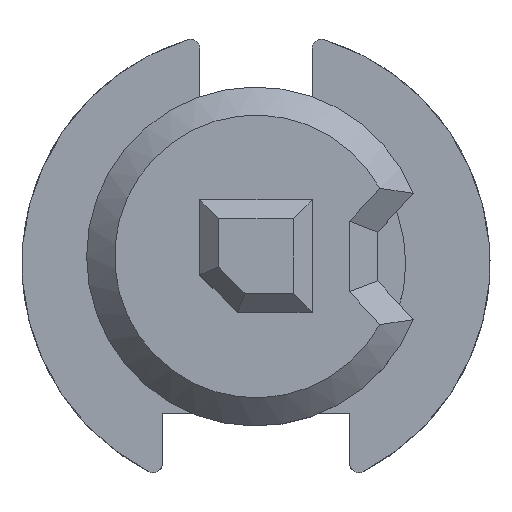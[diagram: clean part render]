
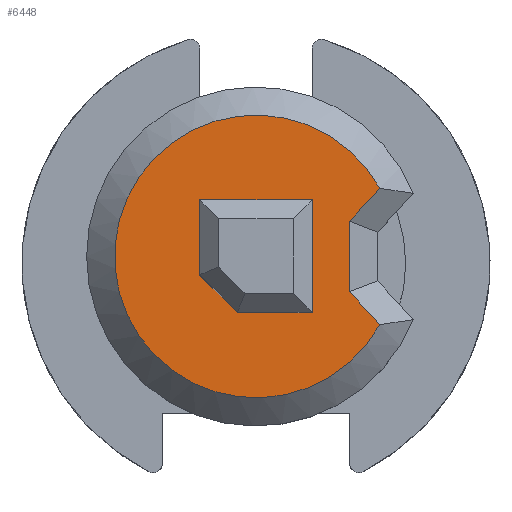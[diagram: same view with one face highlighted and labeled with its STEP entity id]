
A CAD part, top view. The second image highlights one B-rep face of the part: STEP entity #6448.
In plain terms, the highlighted face is planar.
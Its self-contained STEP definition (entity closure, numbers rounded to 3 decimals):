
#5887=DIRECTION('',(-0.676,0.,-0.737));
#5888=VECTOR('',#5887,2.387);
#5889=CARTESIAN_POINT('',(6.613,14.25,3.643));
#5890=LINE('',#5889,#5888);
#5904=DIRECTION('',(-1.,0.,0.));
#5905=VECTOR('',#5904,4.);
#5906=CARTESIAN_POINT('',(3.,14.25,-3.));
#5907=LINE('',#5906,#5905);
#5908=DIRECTION('',(0.,0.,-1.));
#5909=VECTOR('',#5908,6.);
#5910=CARTESIAN_POINT('',(3.,14.25,3.));
#5911=LINE('',#5910,#5909);
#5912=DIRECTION('',(1.,0.,0.));
#5913=VECTOR('',#5912,6.);
#5914=CARTESIAN_POINT('',(-3.,14.25,3.));
#5915=LINE('',#5914,#5913);
#5916=DIRECTION('',(0.,0.,1.));
#5917=VECTOR('',#5916,4.);
#5918=CARTESIAN_POINT('',(-3.,14.25,-1.));
#5919=LINE('',#5918,#5917);
#5925=CARTESIAN_POINT('',(0.,14.25,0.));
#5926=DIRECTION('',(0.,-1.,0.));
#5927=DIRECTION('',(0.876,0.,0.483));
#5928=AXIS2_PLACEMENT_3D('',#5925,#5926,#5927);
#5930=DIRECTION('',(0.676,0.,-0.737));
#5931=VECTOR('',#5930,2.387);
#5932=CARTESIAN_POINT('',(5.,14.25,-1.883));
#5933=LINE('',#5932,#5931);
#5943=DIRECTION('',(0.,0.,-1.));
#5944=VECTOR('',#5943,3.767);
#5945=CARTESIAN_POINT('',(5.,14.25,1.883));
#5946=LINE('',#5945,#5944);
#5967=DIRECTION('',(0.707,0.,-0.707));
#5968=VECTOR('',#5967,2.828);
#5969=CARTESIAN_POINT('',(-3.,14.25,-1.));
#5970=LINE('',#5969,#5968);
#6066=CARTESIAN_POINT('',(6.613,14.25,3.643));
#6067=CARTESIAN_POINT('',(6.613,14.25,-3.643));
#6068=VERTEX_POINT('',#6066);
#6069=VERTEX_POINT('',#6067);
#6070=CARTESIAN_POINT('',(5.,14.25,-1.883));
#6071=VERTEX_POINT('',#6070);
#6074=CARTESIAN_POINT('',(5.,14.25,1.883));
#6075=VERTEX_POINT('',#6074);
#6080=CARTESIAN_POINT('',(-3.,14.25,3.));
#6081=CARTESIAN_POINT('',(3.,14.25,3.));
#6082=VERTEX_POINT('',#6080);
#6083=VERTEX_POINT('',#6081);
#6084=CARTESIAN_POINT('',(3.,14.25,-3.));
#6085=VERTEX_POINT('',#6084);
#6086=CARTESIAN_POINT('',(-3.,14.25,-1.));
#6087=CARTESIAN_POINT('',(-1.,14.25,-3.));
#6088=VERTEX_POINT('',#6086);
#6089=VERTEX_POINT('',#6087);
#6422=CARTESIAN_POINT('',(0.,14.25,0.));
#6423=DIRECTION('',(0.,-1.,0.));
#6424=DIRECTION('',(-1.,0.,0.));
#6425=AXIS2_PLACEMENT_3D('',#6422,#6423,#6424);
#6426=PLANE('',#6425);
#6428=ORIENTED_EDGE('',*,*,#6427,.F.);
#6429=ORIENTED_EDGE('',*,*,#6412,.T.);
#6431=ORIENTED_EDGE('',*,*,#6430,.T.);
#6433=ORIENTED_EDGE('',*,*,#6432,.T.);
#6434=EDGE_LOOP('',(#6428,#6429,#6431,#6433));
#6435=FACE_OUTER_BOUND('',#6434,.F.);
#6437=ORIENTED_EDGE('',*,*,#6436,.F.);
#6439=ORIENTED_EDGE('',*,*,#6438,.F.);
#6441=ORIENTED_EDGE('',*,*,#6440,.F.);
#6443=ORIENTED_EDGE('',*,*,#6442,.F.);
#6445=ORIENTED_EDGE('',*,*,#6444,.T.);
#6446=EDGE_LOOP('',(#6437,#6439,#6441,#6443,#6445));
#6447=FACE_BOUND('',#6446,.F.);
#6448=ADVANCED_FACE('',(#6435,#6447),#6426,.T.);
#5929=CIRCLE('',#5928,7.55);
#6412=EDGE_CURVE('',#6068,#6075,#5890,.T.);
#6427=EDGE_CURVE('',#6068,#6069,#5929,.T.);
#6430=EDGE_CURVE('',#6075,#6071,#5946,.T.);
#6432=EDGE_CURVE('',#6071,#6069,#5933,.T.);
#6436=EDGE_CURVE('',#6085,#6089,#5907,.T.);
#6438=EDGE_CURVE('',#6083,#6085,#5911,.T.);
#6440=EDGE_CURVE('',#6082,#6083,#5915,.T.);
#6442=EDGE_CURVE('',#6088,#6082,#5919,.T.);
#6444=EDGE_CURVE('',#6088,#6089,#5970,.T.);
